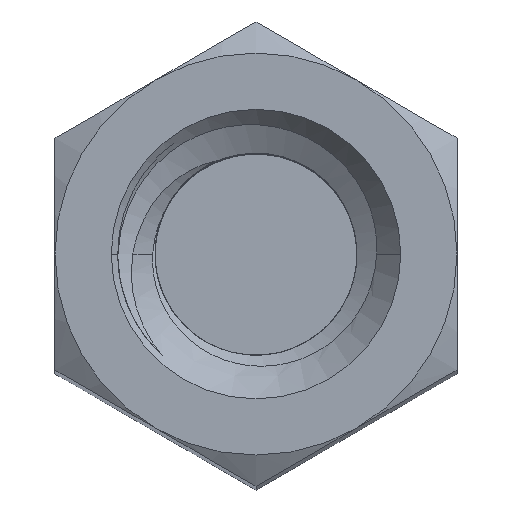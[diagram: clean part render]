
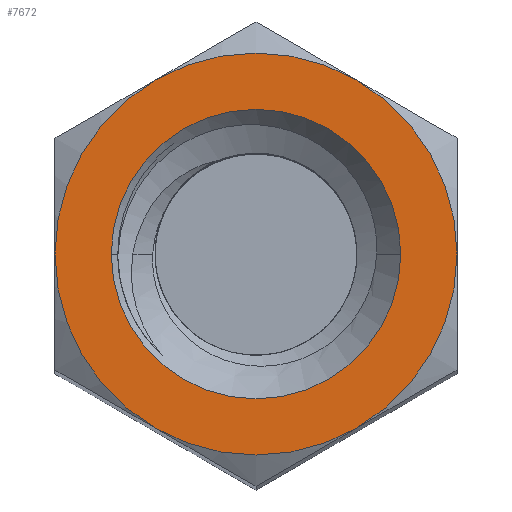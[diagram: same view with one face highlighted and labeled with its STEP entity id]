
A CAD part, top view. The second image highlights one B-rep face of the part: STEP entity #7672.
In plain terms, the highlighted planar face has unit normal (0, 0, 1).
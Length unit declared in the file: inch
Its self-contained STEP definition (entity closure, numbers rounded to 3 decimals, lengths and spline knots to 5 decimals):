
#69 = CARTESIAN_POINT ( 'NONE',  ( 0., 0., 0.34375 ) ) ;
#270 = CARTESIAN_POINT ( 'NONE',  ( 0., 0., 0.34375 ) ) ;
#534 = EDGE_CURVE ( 'NONE', #3794, #8734, #8649, .T. ) ;
#537 = VERTEX_POINT ( 'NONE', #3700 ) ;
#627 = AXIS2_PLACEMENT_3D ( 'NONE', #69, #6521, #5815 ) ;
#904 = ORIENTED_EDGE ( 'NONE', *, *, #8798, .T. ) ;
#970 = CARTESIAN_POINT ( 'NONE',  ( -0.0625, 0., 0.34375 ) ) ;
#1066 = ORIENTED_EDGE ( 'NONE', *, *, #5136, .F. ) ;
#1209 = CARTESIAN_POINT ( 'NONE',  ( 0.045, 0., 0.34375 ) ) ;
#1242 = CARTESIAN_POINT ( 'NONE',  ( 0., 0., 0.34375 ) ) ;
#1516 = DIRECTION ( 'NONE',  ( 0., 0., -1. ) ) ;
#1522 = EDGE_LOOP ( 'NONE', ( #7549, #904 ) ) ;
#1623 = DIRECTION ( 'NONE',  ( -1., 0., 0. ) ) ;
#1891 = DIRECTION ( 'NONE',  ( 1., 0., 0. ) ) ;
#2124 = EDGE_CURVE ( 'NONE', #8734, #3481, #4305, .T. ) ;
#2242 = FACE_OUTER_BOUND ( 'NONE', #3545, .T. ) ;
#2302 = VERTEX_POINT ( 'NONE', #1209 ) ;
#2387 = DIRECTION ( 'NONE',  ( -1., 0., 0. ) ) ;
#2402 = AXIS2_PLACEMENT_3D ( 'NONE', #1242, #3329, #4850 ) ;
#2475 = VERTEX_POINT ( 'NONE', #8561 ) ;
#2495 = ORIENTED_EDGE ( 'NONE', *, *, #534, .F. ) ;
#2749 = AXIS2_PLACEMENT_3D ( 'NONE', #4686, #9006, #1891 ) ;
#2803 = CIRCLE ( 'NONE', #9026, 0.0625 ) ;
#2988 = AXIS2_PLACEMENT_3D ( 'NONE', #8846, #8170, #3859 ) ;
#3329 = DIRECTION ( 'NONE',  ( 0., 0., -1. ) ) ;
#3481 = VERTEX_POINT ( 'NONE', #7083 ) ;
#3545 = EDGE_LOOP ( 'NONE', ( #4495, #8215, #2495, #7501, #1066, #9207 ) ) ;
#3689 = AXIS2_PLACEMENT_3D ( 'NONE', #270, #6754, #2387 ) ;
#3700 = CARTESIAN_POINT ( 'NONE',  ( -0.045, 0., 0.34375 ) ) ;
#3794 = VERTEX_POINT ( 'NONE', #4628 ) ;
#3859 = DIRECTION ( 'NONE',  ( -1., 0., 0. ) ) ;
#3864 = CARTESIAN_POINT ( 'NONE',  ( 0., 0., 0.34375 ) ) ;
#3986 = DIRECTION ( 'NONE',  ( -1., 0., 0. ) ) ;
#4058 = EDGE_CURVE ( 'NONE', #7851, #2475, #2803, .T. ) ;
#4170 = EDGE_CURVE ( 'NONE', #537, #2302, #7160, .T. ) ;
#4305 = CIRCLE ( 'NONE', #2402, 0.0625 ) ;
#4363 = CARTESIAN_POINT ( 'NONE',  ( 0., 0., 0.34375 ) ) ;
#4469 = CIRCLE ( 'NONE', #2988, 0.0625 ) ;
#4495 = ORIENTED_EDGE ( 'NONE', *, *, #5974, .F. ) ;
#4628 = CARTESIAN_POINT ( 'NONE',  ( -0.03125, 0.05413, 0.34375 ) ) ;
#4686 = CARTESIAN_POINT ( 'NONE',  ( 0., 0.07217, 0.34375 ) ) ;
#4850 = DIRECTION ( 'NONE',  ( -1., 0., 0. ) ) ;
#5098 = AXIS2_PLACEMENT_3D ( 'NONE', #3864, #8762, #1623 ) ;
#5136 = EDGE_CURVE ( 'NONE', #2475, #5292, #7057, .T. ) ;
#5146 = CIRCLE ( 'NONE', #5098, 0.0625 ) ;
#5238 = CARTESIAN_POINT ( 'NONE',  ( 0.03125, 0.05413, 0.34375 ) ) ;
#5292 = VERTEX_POINT ( 'NONE', #970 ) ;
#5522 = AXIS2_PLACEMENT_3D ( 'NONE', #7264, #8627, #7181 ) ;
#5597 = CARTESIAN_POINT ( 'NONE',  ( 0.03125, -0.05413, 0.34375 ) ) ;
#5815 = DIRECTION ( 'NONE',  ( -1., 0., 0. ) ) ;
#5974 = EDGE_CURVE ( 'NONE', #3481, #7851, #4469, .T. ) ;
#6521 = DIRECTION ( 'NONE',  ( 0., 0., -1. ) ) ;
#6600 = EDGE_CURVE ( 'NONE', #5292, #3794, #5146, .T. ) ;
#6754 = DIRECTION ( 'NONE',  ( 0., 0., -1. ) ) ;
#6759 = AXIS2_PLACEMENT_3D ( 'NONE', #4363, #1516, #7234 ) ;
#7057 = CIRCLE ( 'NONE', #6759, 0.0625 ) ;
#7083 = CARTESIAN_POINT ( 'NONE',  ( 0.0625, 0., 0.34375 ) ) ;
#7160 = CIRCLE ( 'NONE', #5522, 0.045 ) ;
#7181 = DIRECTION ( 'NONE',  ( -1., 0., 0. ) ) ;
#7234 = DIRECTION ( 'NONE',  ( -1., 0., 0. ) ) ;
#7264 = CARTESIAN_POINT ( 'NONE',  ( 0., 0., 0.34375 ) ) ;
#7275 = PLANE ( 'NONE',  #2749 ) ;
#7486 = FACE_BOUND ( 'NONE', #1522, .T. ) ;
#7501 = ORIENTED_EDGE ( 'NONE', *, *, #6600, .F. ) ;
#7549 = ORIENTED_EDGE ( 'NONE', *, *, #4170, .T. ) ;
#7672 = ADVANCED_FACE ( 'NONE', ( #2242, #7486 ), #7275, .T. ) ;
#7851 = VERTEX_POINT ( 'NONE', #5597 ) ;
#8170 = DIRECTION ( 'NONE',  ( 0., 0., -1. ) ) ;
#8215 = ORIENTED_EDGE ( 'NONE', *, *, #2124, .F. ) ;
#8287 = CARTESIAN_POINT ( 'NONE',  ( 0., 0., 0.34375 ) ) ;
#8561 = CARTESIAN_POINT ( 'NONE',  ( -0.03125, -0.05413, 0.34375 ) ) ;
#8627 = DIRECTION ( 'NONE',  ( 0., 0., -1. ) ) ;
#8649 = CIRCLE ( 'NONE', #627, 0.0625 ) ;
#8734 = VERTEX_POINT ( 'NONE', #5238 ) ;
#8762 = DIRECTION ( 'NONE',  ( 0., 0., -1. ) ) ;
#8798 = EDGE_CURVE ( 'NONE', #2302, #537, #9047, .T. ) ;
#8846 = CARTESIAN_POINT ( 'NONE',  ( 0., 0., 0.34375 ) ) ;
#9006 = DIRECTION ( 'NONE',  ( 0., 0., 1. ) ) ;
#9026 = AXIS2_PLACEMENT_3D ( 'NONE', #8287, #9040, #3986 ) ;
#9040 = DIRECTION ( 'NONE',  ( 0., 0., -1. ) ) ;
#9047 = CIRCLE ( 'NONE', #3689, 0.045 ) ;
#9207 = ORIENTED_EDGE ( 'NONE', *, *, #4058, .F. ) ;
